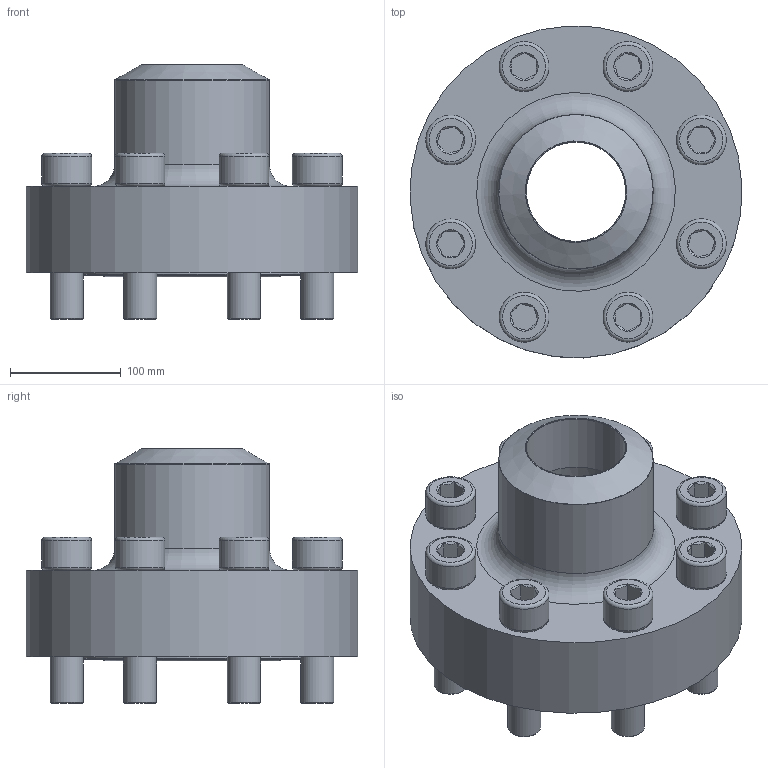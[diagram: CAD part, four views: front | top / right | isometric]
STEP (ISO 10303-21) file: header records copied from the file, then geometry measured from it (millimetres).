
FILE_DESCRIPTION(/* description */ (''),/* implementation_level */ '2;1');
FILE_NAME(/* name */ 'FA125-413.stp',/* time_stamp */ '2025-02-06T11:27:14+01:00',/* author */ (''),/* organization */ (''),/* preprocessor_version */ 'ST-DEVELOPER v16',/* originating_system */ 'SIEMENS PLM Software NX 10.0',/* authorisation */ '');
FILE_SCHEMA (('AUTOMOTIVE_DESIGN { 1 0 10303 214 3 1 1 1 }'));
Length unit declared in the file: millimetre
Products named in the file (4): AVIT-O; AVIT-FA; AVIT-S; FA
Assembly tree (10 placements, depth 2):
  FA
    AVIT-S  x8
    AVIT-FA
    AVIT-O
Bounding box: 299.71 x 299.71 x 230 mm (x, y, z)
Volume: 6208774.6 mm3; surface area: 520305.4 mm2
Topology: 10 solids, 10 shells, 215 faces, 403 edges, 226 vertices
Faces by surface type: plane 86, cone 69, cylinder 39, torus 21
Full cylindrical faces by diameter (mm): 25.403 x8, 30 x8, 31 x8, 45 x8, 89.7 x1, 118 x1, 139.7 x1, 147.5 x1, 162.878 x1, 205 x1, 300 x1
Entity records: 1537 total; most frequent: DIRECTION 276, CARTESIAN_POINT 247, ORIENTED_EDGE 156, AXIS2_PLACEMENT_3D 132, EDGE_LOOP 122, FACE_BOUND 109, EDGE_CURVE 78, VERTEX_POINT 67
